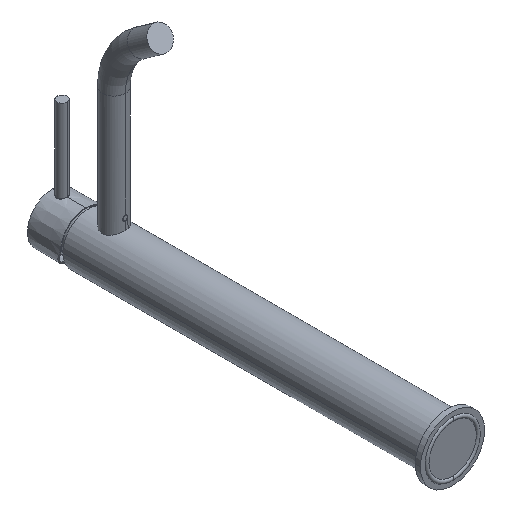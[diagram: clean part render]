
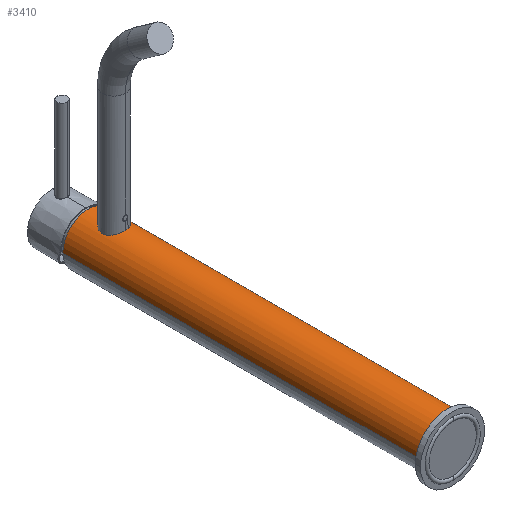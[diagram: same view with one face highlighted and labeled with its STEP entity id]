
A CAD part, isometric view. The second image highlights one B-rep face of the part: STEP entity #3410.
In plain terms, the highlighted cylindrical face has radius 19.75 mm (diameter 39.5 mm), a partial arc.
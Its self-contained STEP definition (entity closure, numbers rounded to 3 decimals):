
#36=CARTESIAN_POINT('',(0.,280.,0.));
#37=DIRECTION('',(0.,1.,0.));
#38=DIRECTION('',(-1.,0.,0.));
#39=AXIS2_PLACEMENT_3D('',#36,#37,#38);
#56=DIRECTION('',(0.,1.,0.));
#57=VECTOR('',#56,280.);
#58=CARTESIAN_POINT('',(19.75,0.,0.));
#59=LINE('',#58,#57);
#118=DIRECTION('',(0.,1.,0.));
#119=VECTOR('',#118,280.);
#120=CARTESIAN_POINT('',(-19.75,0.,0.));
#121=LINE('',#120,#119);
#122=CARTESIAN_POINT('',(0.,0.,0.));
#123=DIRECTION('',(0.,1.,0.));
#124=DIRECTION('',(-1.,0.,0.));
#125=AXIS2_PLACEMENT_3D('',#122,#123,#124);
#127=CARTESIAN_POINT('',(0.,251.,19.75));
#128=CARTESIAN_POINT('',(0.571,251.,19.75));
#129=CARTESIAN_POINT('',(1.708,251.102,19.703));
#130=CARTESIAN_POINT('',(3.494,251.639,19.464));
#131=CARTESIAN_POINT('',(5.04,252.477,19.115));
#132=CARTESIAN_POINT('',(6.38,253.574,18.706));
#133=CARTESIAN_POINT('',(7.49,254.91,18.285));
#134=CARTESIAN_POINT('',(8.34,256.462,17.908));
#135=CARTESIAN_POINT('',(8.886,258.214,17.64));
#136=CARTESIAN_POINT('',(9.065,260.077,17.546));
#137=CARTESIAN_POINT('',(8.851,261.953,17.657));
#138=CARTESIAN_POINT('',(8.272,263.693,17.94));
#139=CARTESIAN_POINT('',(7.402,265.215,18.321));
#140=CARTESIAN_POINT('',(6.293,266.508,18.735));
#141=CARTESIAN_POINT('',(4.962,267.572,19.135));
#142=CARTESIAN_POINT('',(3.434,268.383,19.474));
#143=CARTESIAN_POINT('',(1.683,268.9,19.704));
#144=CARTESIAN_POINT('',(0.562,269.,19.75));
#145=CARTESIAN_POINT('',(0.,269.,19.75));
#147=CARTESIAN_POINT('',(0.,269.,19.75));
#148=CARTESIAN_POINT('',(-0.65,269.,19.75));
#149=CARTESIAN_POINT('',(-1.945,268.865,19.688));
#150=CARTESIAN_POINT('',(-3.944,268.183,19.385));
#151=CARTESIAN_POINT('',(-5.7,267.06,18.933));
#152=CARTESIAN_POINT('',(-7.09,265.662,18.45));
#153=CARTESIAN_POINT('',(-8.185,263.929,17.983));
#154=CARTESIAN_POINT('',(-8.858,261.977,17.654));
#155=CARTESIAN_POINT('',(-9.072,259.986,17.543));
#156=CARTESIAN_POINT('',(-8.852,257.998,17.657));
#157=CARTESIAN_POINT('',(-8.177,256.055,17.987));
#158=CARTESIAN_POINT('',(-7.081,254.327,18.453));
#159=CARTESIAN_POINT('',(-5.687,252.93,18.937));
#160=CARTESIAN_POINT('',(-3.943,251.818,19.385));
#161=CARTESIAN_POINT('',(-1.949,251.135,19.688));
#162=CARTESIAN_POINT('',(-0.652,251.,19.75));
#163=CARTESIAN_POINT('',(0.,251.,19.75));
#2772=CARTESIAN_POINT('',(19.75,280.,0.));
#2773=CARTESIAN_POINT('',(-19.75,280.,0.));
#2774=VERTEX_POINT('',#2772);
#2775=VERTEX_POINT('',#2773);
#3146=VERTEX_POINT('',#127);
#3147=VERTEX_POINT('',#145);
#3162=CARTESIAN_POINT('',(19.75,0.,0.));
#3163=CARTESIAN_POINT('',(-19.75,0.,0.));
#3164=VERTEX_POINT('',#3162);
#3165=VERTEX_POINT('',#3163);
#3393=CARTESIAN_POINT('',(0.,0.,0.));
#3394=DIRECTION('',(0.,1.,0.));
#3395=DIRECTION('',(1.,0.,0.));
#3396=AXIS2_PLACEMENT_3D('',#3393,#3394,#3395);
#3397=CYLINDRICAL_SURFACE('',#3396,19.75);
#3398=ORIENTED_EDGE('',*,*,#3233,.T.);
#3399=ORIENTED_EDGE('',*,*,#3205,.T.);
#3400=ORIENTED_EDGE('',*,*,#3230,.F.);
#3401=ORIENTED_EDGE('',*,*,#3257,.F.);
#3402=EDGE_LOOP('',(#3398,#3399,#3400,#3401));
#3403=FACE_OUTER_BOUND('',#3402,.F.);
#3405=ORIENTED_EDGE('',*,*,#3404,.T.);
#3407=ORIENTED_EDGE('',*,*,#3406,.T.);
#3408=EDGE_LOOP('',(#3405,#3407));
#3409=FACE_BOUND('',#3408,.F.);
#3410=ADVANCED_FACE('',(#3403,#3409),#3397,.T.);
#40=CIRCLE('',#39,19.75);
#126=CIRCLE('',#125,19.75);
#146=B_SPLINE_CURVE_WITH_KNOTS('',3,(#127,#128,#129,#130,#131,#132,#133,#134,
#135,#136,#137,#138,#139,#140,#141,#142,#143,#144,#145),.UNSPECIFIED.,.F.,.F.,
(4,1,1,1,1,1,1,1,1,1,1,1,1,1,1,1,4),(0.,0.063,0.125,0.188,0.25,
0.313,0.375,0.438,0.5,0.563,0.625,0.688,0.75,0.813,
0.875,0.938,1.),.UNSPECIFIED.);
#164=B_SPLINE_CURVE_WITH_KNOTS('',3,(#147,#148,#149,#150,#151,#152,#153,#154,
#155,#156,#157,#158,#159,#160,#161,#162,#163),.UNSPECIFIED.,.F.,.F.,(4,1,1,1,1,
1,1,1,1,1,1,1,1,1,4),(0.,0.071,0.143,
0.214,0.286,0.357,0.429,0.5,
0.571,0.643,0.714,0.786,
0.857,0.929,1.),.UNSPECIFIED.);
#3205=EDGE_CURVE('',#2775,#2774,#40,.T.);
#3230=EDGE_CURVE('',#3164,#2774,#59,.T.);
#3233=EDGE_CURVE('',#3165,#2775,#121,.T.);
#3257=EDGE_CURVE('',#3165,#3164,#126,.T.);
#3404=EDGE_CURVE('',#3146,#3147,#146,.T.);
#3406=EDGE_CURVE('',#3147,#3146,#164,.T.);
